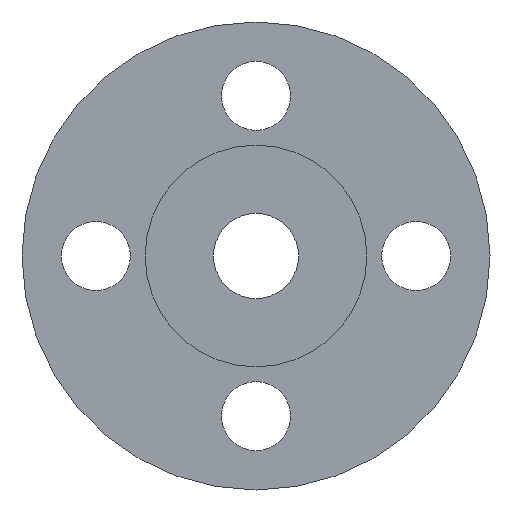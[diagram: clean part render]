
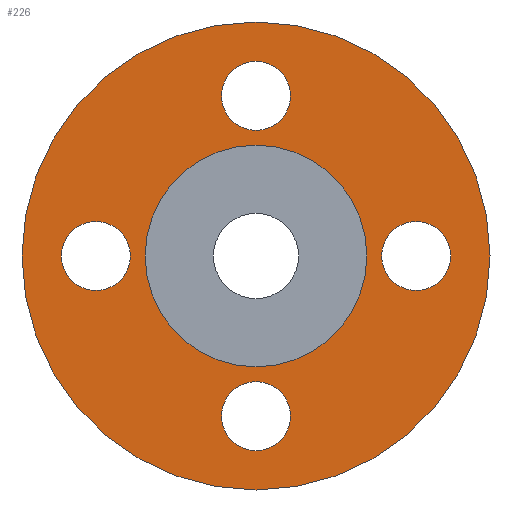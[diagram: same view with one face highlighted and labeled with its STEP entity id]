
A CAD part, front view. The second image highlights one B-rep face of the part: STEP entity #226.
In plain terms, the highlighted planar face has unit normal (0, -1, 0).
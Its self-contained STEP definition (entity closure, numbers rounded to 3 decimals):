
#7 = DIRECTION ( 'NONE',  ( 0., 0., -1. ) ) ;
#8 = VERTEX_POINT ( 'NONE', #98 ) ;
#16 = AXIS2_PLACEMENT_3D ( 'NONE', #51, #178, #749 ) ;
#18 = CARTESIAN_POINT ( 'NONE',  ( 0., 2., 22.5 ) ) ;
#24 = EDGE_CURVE ( 'NONE', #445, #79, #149, .T. ) ;
#27 = ORIENTED_EDGE ( 'NONE', *, *, #699, .F. ) ;
#29 = CARTESIAN_POINT ( 'NONE',  ( 0., 2., 32.5 ) ) ;
#31 = EDGE_CURVE ( 'NONE', #579, #8, #603, .T. ) ;
#36 = VERTEX_POINT ( 'NONE', #627 ) ;
#39 = CARTESIAN_POINT ( 'NONE',  ( 32.5, 2., -7. ) ) ;
#47 = DIRECTION ( 'NONE',  ( 0., 0., -1. ) ) ;
#51 = CARTESIAN_POINT ( 'NONE',  ( -32.5, 2., 0. ) ) ;
#55 = DIRECTION ( 'NONE',  ( 0., 0., 1. ) ) ;
#61 = EDGE_CURVE ( 'NONE', #8, #579, #538, .T. ) ;
#70 = EDGE_CURVE ( 'NONE', #36, #245, #387, .T. ) ;
#76 = CIRCLE ( 'NONE', #458, 7. ) ;
#79 = VERTEX_POINT ( 'NONE', #742 ) ;
#81 = CARTESIAN_POINT ( 'NONE',  ( 0., 2., 0. ) ) ;
#84 = FACE_BOUND ( 'NONE', #169, .T. ) ;
#92 = FACE_BOUND ( 'NONE', #431, .T. ) ;
#94 = EDGE_LOOP ( 'NONE', ( #256, #716 ) ) ;
#98 = CARTESIAN_POINT ( 'NONE',  ( 32.5, 2., 7. ) ) ;
#102 = AXIS2_PLACEMENT_3D ( 'NONE', #318, #701, #267 ) ;
#115 = DIRECTION ( 'NONE',  ( 0., 0., -1. ) ) ;
#121 = DIRECTION ( 'NONE',  ( 0., -1., 0. ) ) ;
#122 = DIRECTION ( 'NONE',  ( 0., -1., 0. ) ) ;
#123 = DIRECTION ( 'NONE',  ( 0., 1., 0. ) ) ;
#136 = CIRCLE ( 'NONE', #702, 7. ) ;
#138 = DIRECTION ( 'NONE',  ( 0., 0., -1. ) ) ;
#149 = CIRCLE ( 'NONE', #16, 7. ) ;
#167 = FACE_BOUND ( 'NONE', #381, .T. ) ;
#168 = CIRCLE ( 'NONE', #372, 7. ) ;
#169 = EDGE_LOOP ( 'NONE', ( #392, #789 ) ) ;
#171 = EDGE_CURVE ( 'NONE', #678, #204, #641, .T. ) ;
#178 = DIRECTION ( 'NONE',  ( 0., -1., 0. ) ) ;
#191 = CIRCLE ( 'NONE', #761, 7. ) ;
#199 = ORIENTED_EDGE ( 'NONE', *, *, #352, .F. ) ;
#204 = VERTEX_POINT ( 'NONE', #546 ) ;
#206 = DIRECTION ( 'NONE',  ( 0., 0., 1. ) ) ;
#216 = ORIENTED_EDGE ( 'NONE', *, *, #24, .F. ) ;
#218 = DIRECTION ( 'NONE',  ( 0., 1., 0. ) ) ;
#223 = DIRECTION ( 'NONE',  ( 0., -1., 0. ) ) ;
#226 = ADVANCED_FACE ( 'NONE', ( #282, #84, #92, #485, #167, #731 ), #414, .T. ) ;
#232 = VERTEX_POINT ( 'NONE', #276 ) ;
#245 = VERTEX_POINT ( 'NONE', #409 ) ;
#256 = ORIENTED_EDGE ( 'NONE', *, *, #370, .F. ) ;
#264 = CARTESIAN_POINT ( 'NONE',  ( 0., 2., -32.5 ) ) ;
#266 = EDGE_CURVE ( 'NONE', #204, #678, #794, .T. ) ;
#267 = DIRECTION ( 'NONE',  ( 0., 0., -1. ) ) ;
#268 = ORIENTED_EDGE ( 'NONE', *, *, #31, .F. ) ;
#269 = AXIS2_PLACEMENT_3D ( 'NONE', #570, #380, #7 ) ;
#276 = CARTESIAN_POINT ( 'NONE',  ( 0., 2., 39.5 ) ) ;
#282 = FACE_BOUND ( 'NONE', #681, .T. ) ;
#293 = CARTESIAN_POINT ( 'NONE',  ( 0., 2., 47.5 ) ) ;
#301 = ORIENTED_EDGE ( 'NONE', *, *, #171, .T. ) ;
#307 = CARTESIAN_POINT ( 'NONE',  ( -32.5, 2., 0. ) ) ;
#310 = CARTESIAN_POINT ( 'NONE',  ( 0., 2., 0. ) ) ;
#318 = CARTESIAN_POINT ( 'NONE',  ( 32.5, 2., 0. ) ) ;
#339 = DIRECTION ( 'NONE',  ( 0., -1., 0. ) ) ;
#344 = CARTESIAN_POINT ( 'NONE',  ( 0., 2., 0. ) ) ;
#352 = EDGE_CURVE ( 'NONE', #486, #477, #555, .T. ) ;
#370 = EDGE_CURVE ( 'NONE', #245, #36, #136, .T. ) ;
#372 = AXIS2_PLACEMENT_3D ( 'NONE', #399, #223, #47 ) ;
#374 = CARTESIAN_POINT ( 'NONE',  ( -32.5, 2., 7. ) ) ;
#378 = DIRECTION ( 'NONE',  ( 0., 0., 1. ) ) ;
#380 = DIRECTION ( 'NONE',  ( 0., -1., 0. ) ) ;
#381 = EDGE_LOOP ( 'NONE', ( #301, #732 ) ) ;
#385 = EDGE_CURVE ( 'NONE', #79, #445, #191, .T. ) ;
#387 = CIRCLE ( 'NONE', #567, 7. ) ;
#389 = AXIS2_PLACEMENT_3D ( 'NONE', #393, #123, #378 ) ;
#392 = ORIENTED_EDGE ( 'NONE', *, *, #726, .F. ) ;
#393 = CARTESIAN_POINT ( 'NONE',  ( 0., 2., 0. ) ) ;
#399 = CARTESIAN_POINT ( 'NONE',  ( 0., 2., 32.5 ) ) ;
#409 = CARTESIAN_POINT ( 'NONE',  ( 0., 2., -39.5 ) ) ;
#414 = PLANE ( 'NONE',  #752 ) ;
#417 = CARTESIAN_POINT ( 'NONE',  ( 0., 2., 25.5 ) ) ;
#431 = EDGE_LOOP ( 'NONE', ( #449, #216 ) ) ;
#440 = DIRECTION ( 'NONE',  ( 0., -1., 0. ) ) ;
#445 = VERTEX_POINT ( 'NONE', #374 ) ;
#448 = AXIS2_PLACEMENT_3D ( 'NONE', #344, #218, #597 ) ;
#449 = ORIENTED_EDGE ( 'NONE', *, *, #385, .F. ) ;
#458 = AXIS2_PLACEMENT_3D ( 'NONE', #29, #461, #788 ) ;
#461 = DIRECTION ( 'NONE',  ( 0., -1., 0. ) ) ;
#477 = VERTEX_POINT ( 'NONE', #293 ) ;
#485 = FACE_BOUND ( 'NONE', #94, .T. ) ;
#486 = VERTEX_POINT ( 'NONE', #677 ) ;
#514 = EDGE_CURVE ( 'NONE', #232, #585, #168, .T. ) ;
#517 = EDGE_LOOP ( 'NONE', ( #27, #199 ) ) ;
#535 = CARTESIAN_POINT ( 'NONE',  ( 0., 2., 22.5 ) ) ;
#538 = CIRCLE ( 'NONE', #269, 7. ) ;
#546 = CARTESIAN_POINT ( 'NONE',  ( 0., 2., -22.5 ) ) ;
#555 = CIRCLE ( 'NONE', #557, 47.5 ) ;
#557 = AXIS2_PLACEMENT_3D ( 'NONE', #310, #796, #55 ) ;
#567 = AXIS2_PLACEMENT_3D ( 'NONE', #264, #121, #138 ) ;
#570 = CARTESIAN_POINT ( 'NONE',  ( 32.5, 2., 0. ) ) ;
#579 = VERTEX_POINT ( 'NONE', #39 ) ;
#585 = VERTEX_POINT ( 'NONE', #417 ) ;
#592 = DIRECTION ( 'NONE',  ( 0., 0., -1. ) ) ;
#597 = DIRECTION ( 'NONE',  ( 0., 0., 1. ) ) ;
#603 = CIRCLE ( 'NONE', #102, 7. ) ;
#624 = AXIS2_PLACEMENT_3D ( 'NONE', #81, #727, #206 ) ;
#627 = CARTESIAN_POINT ( 'NONE',  ( 0., 2., -25.5 ) ) ;
#638 = ORIENTED_EDGE ( 'NONE', *, *, #61, .F. ) ;
#641 = CIRCLE ( 'NONE', #389, 22.5 ) ;
#656 = CIRCLE ( 'NONE', #624, 47.5 ) ;
#677 = CARTESIAN_POINT ( 'NONE',  ( 0., 2., -47.5 ) ) ;
#678 = VERTEX_POINT ( 'NONE', #18 ) ;
#681 = EDGE_LOOP ( 'NONE', ( #268, #638 ) ) ;
#685 = CARTESIAN_POINT ( 'NONE',  ( 0., 2., -32.5 ) ) ;
#699 = EDGE_CURVE ( 'NONE', #477, #486, #656, .T. ) ;
#701 = DIRECTION ( 'NONE',  ( 0., -1., 0. ) ) ;
#702 = AXIS2_PLACEMENT_3D ( 'NONE', #685, #440, #801 ) ;
#716 = ORIENTED_EDGE ( 'NONE', *, *, #70, .F. ) ;
#726 = EDGE_CURVE ( 'NONE', #585, #232, #76, .T. ) ;
#727 = DIRECTION ( 'NONE',  ( 0., 1., 0. ) ) ;
#731 = FACE_OUTER_BOUND ( 'NONE', #517, .T. ) ;
#732 = ORIENTED_EDGE ( 'NONE', *, *, #266, .T. ) ;
#742 = CARTESIAN_POINT ( 'NONE',  ( -32.5, 2., -7. ) ) ;
#749 = DIRECTION ( 'NONE',  ( 0., 0., -1. ) ) ;
#752 = AXIS2_PLACEMENT_3D ( 'NONE', #535, #339, #592 ) ;
#761 = AXIS2_PLACEMENT_3D ( 'NONE', #307, #122, #115 ) ;
#788 = DIRECTION ( 'NONE',  ( 0., 0., -1. ) ) ;
#789 = ORIENTED_EDGE ( 'NONE', *, *, #514, .F. ) ;
#794 = CIRCLE ( 'NONE', #448, 22.5 ) ;
#796 = DIRECTION ( 'NONE',  ( 0., 1., 0. ) ) ;
#801 = DIRECTION ( 'NONE',  ( 0., 0., -1. ) ) ;
